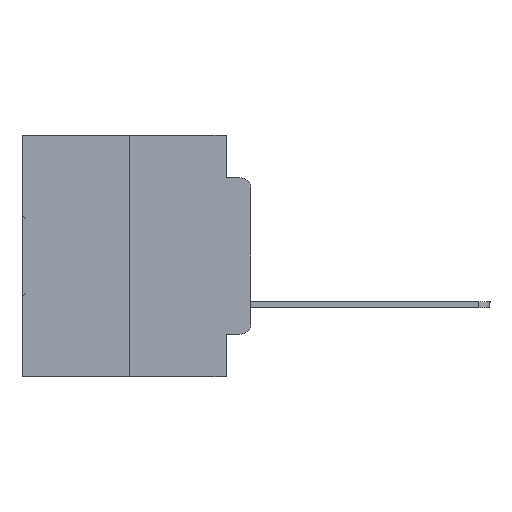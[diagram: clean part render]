
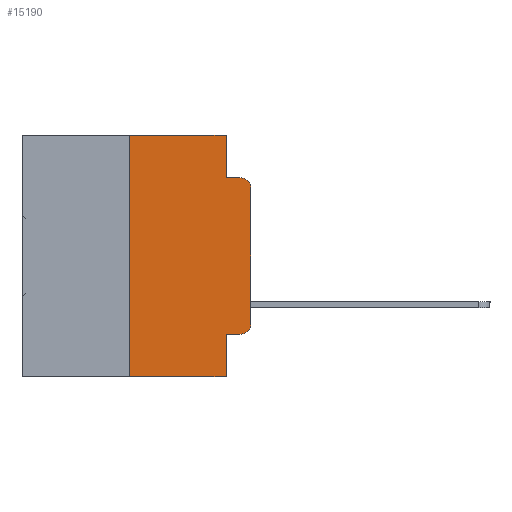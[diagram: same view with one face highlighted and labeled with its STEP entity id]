
A CAD part, left-side view. The second image highlights one B-rep face of the part: STEP entity #15190.
In plain terms, the highlighted planar face has unit normal (-1, 0, 0).
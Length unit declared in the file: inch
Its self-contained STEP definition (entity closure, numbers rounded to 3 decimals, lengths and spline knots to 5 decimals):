
#77 = EDGE_CURVE ( 'NONE', #22255, #9150, #22156, .T. ) ;
#220 = VECTOR ( 'NONE', #9053, 39.37008 ) ;
#705 = EDGE_CURVE ( 'NONE', #31943, #6122, #23092, .T. ) ;
#706 = EDGE_LOOP ( 'NONE', ( #25202, #17040, #23307, #33034, #13693, #22410, #1054, #26072, #22621, #27435 ) ) ;
#1054 = ORIENTED_EDGE ( 'NONE', *, *, #33255, .T. ) ;
#1338 = LINE ( 'NONE', #25796, #7470 ) ;
#2168 = VERTEX_POINT ( 'NONE', #10904 ) ;
#2380 = CARTESIAN_POINT ( 'NONE',  ( 0., 0.02, -0.3915 ) ) ;
#2898 = LINE ( 'NONE', #18646, #9815 ) ;
#3098 = CARTESIAN_POINT ( 'NONE',  ( 0., 0.051, 0. ) ) ;
#3273 = LINE ( 'NONE', #14120, #28892 ) ;
#3772 = CARTESIAN_POINT ( 'NONE',  ( 0., 0.051, -0.4115 ) ) ;
#4846 = DIRECTION ( 'NONE',  ( 0., 0., -1. ) ) ;
#5121 = CARTESIAN_POINT ( 'NONE',  ( 0., 0.473, 0. ) ) ;
#5372 = CARTESIAN_POINT ( 'NONE',  ( 0., 0.051, -0.4115 ) ) ;
#5672 = EDGE_CURVE ( 'NONE', #9150, #23635, #11311, .T. ) ;
#6122 = VERTEX_POINT ( 'NONE', #10183 ) ;
#6128 = VECTOR ( 'NONE', #7512, 39.37008 ) ;
#6818 = CARTESIAN_POINT ( 'NONE',  ( 0., 0.02, -0.0885 ) ) ;
#7407 = CARTESIAN_POINT ( 'NONE',  ( 0., 0.25, 0. ) ) ;
#7470 = VECTOR ( 'NONE', #12025, 39.37008 ) ;
#7512 = DIRECTION ( 'NONE',  ( 0., 0., -1. ) ) ;
#7926 = DIRECTION ( 'NONE',  ( 0., 0., -1. ) ) ;
#8522 = DIRECTION ( 'NONE',  ( 0., -1., 0. ) ) ;
#9024 = DIRECTION ( 'NONE',  ( 0., -1., 0. ) ) ;
#9053 = DIRECTION ( 'NONE',  ( 0., 0., -1. ) ) ;
#9150 = VERTEX_POINT ( 'NONE', #29212 ) ;
#9240 = CIRCLE ( 'NONE', #25963, 0.02 ) ;
#9815 = VECTOR ( 'NONE', #13425, 39.37008 ) ;
#10183 = CARTESIAN_POINT ( 'NONE',  ( 0., 0.051, -0.0885 ) ) ;
#10452 = DIRECTION ( 'NONE',  ( -1., 0., 0. ) ) ;
#10526 = VERTEX_POINT ( 'NONE', #6818 ) ;
#10904 = CARTESIAN_POINT ( 'NONE',  ( 0., 0.051, -0.5 ) ) ;
#11311 = CIRCLE ( 'NONE', #15225, 0.02 ) ;
#11953 = VECTOR ( 'NONE', #12416, 39.37008 ) ;
#12025 = DIRECTION ( 'NONE',  ( 0., -1., 0. ) ) ;
#12416 = DIRECTION ( 'NONE',  ( 0., 0., 1. ) ) ;
#13317 = CARTESIAN_POINT ( 'NONE',  ( 0., 0.051, -0.0885 ) ) ;
#13425 = DIRECTION ( 'NONE',  ( 0., 0., 1. ) ) ;
#13444 = CARTESIAN_POINT ( 'NONE',  ( 0., 0.25, -0.5 ) ) ;
#13693 = ORIENTED_EDGE ( 'NONE', *, *, #27850, .F. ) ;
#14120 = CARTESIAN_POINT ( 'NONE',  ( 0., 0.473, -0.5 ) ) ;
#15190 = ADVANCED_FACE ( 'NONE', ( #33963 ), #31174, .F. ) ;
#15225 = AXIS2_PLACEMENT_3D ( 'NONE', #2380, #10452, #4846 ) ;
#15380 = LINE ( 'NONE', #17672, #11953 ) ;
#15403 = CARTESIAN_POINT ( 'NONE',  ( 0., 0.051, 0. ) ) ;
#15912 = DIRECTION ( 'NONE',  ( 0., 0., -1. ) ) ;
#17040 = ORIENTED_EDGE ( 'NONE', *, *, #18981, .T. ) ;
#17572 = EDGE_CURVE ( 'NONE', #31920, #19744, #15380, .T. ) ;
#17672 = CARTESIAN_POINT ( 'NONE',  ( 0., 0.25, 0. ) ) ;
#17811 = EDGE_CURVE ( 'NONE', #22255, #2168, #22182, .T. ) ;
#18360 = DIRECTION ( 'NONE',  ( 0., -1., 0. ) ) ;
#18524 = LINE ( 'NONE', #13317, #26327 ) ;
#18646 = CARTESIAN_POINT ( 'NONE',  ( 0., 0., 0. ) ) ;
#18657 = AXIS2_PLACEMENT_3D ( 'NONE', #5121, #33800, #7926 ) ;
#18981 = EDGE_CURVE ( 'NONE', #20966, #10526, #9240, .T. ) ;
#19434 = EDGE_CURVE ( 'NONE', #23635, #20966, #2898, .T. ) ;
#19744 = VERTEX_POINT ( 'NONE', #7407 ) ;
#20966 = VERTEX_POINT ( 'NONE', #21265 ) ;
#21265 = CARTESIAN_POINT ( 'NONE',  ( 0., 0., -0.1085 ) ) ;
#22156 = LINE ( 'NONE', #3772, #34506 ) ;
#22182 = LINE ( 'NONE', #24461, #220 ) ;
#22255 = VERTEX_POINT ( 'NONE', #5372 ) ;
#22410 = ORIENTED_EDGE ( 'NONE', *, *, #17572, .F. ) ;
#22621 = ORIENTED_EDGE ( 'NONE', *, *, #77, .T. ) ;
#23092 = LINE ( 'NONE', #15403, #6128 ) ;
#23307 = ORIENTED_EDGE ( 'NONE', *, *, #24515, .F. ) ;
#23635 = VERTEX_POINT ( 'NONE', #27528 ) ;
#23772 = DIRECTION ( 'NONE',  ( -1., 0., 0. ) ) ;
#24461 = CARTESIAN_POINT ( 'NONE',  ( 0., 0.051, 0. ) ) ;
#24515 = EDGE_CURVE ( 'NONE', #6122, #10526, #18524, .T. ) ;
#25202 = ORIENTED_EDGE ( 'NONE', *, *, #19434, .T. ) ;
#25796 = CARTESIAN_POINT ( 'NONE',  ( 0., 0.473, 0. ) ) ;
#25963 = AXIS2_PLACEMENT_3D ( 'NONE', #26879, #23772, #15912 ) ;
#26072 = ORIENTED_EDGE ( 'NONE', *, *, #17811, .F. ) ;
#26327 = VECTOR ( 'NONE', #18360, 39.37008 ) ;
#26879 = CARTESIAN_POINT ( 'NONE',  ( 0., 0.02, -0.1085 ) ) ;
#27435 = ORIENTED_EDGE ( 'NONE', *, *, #5672, .T. ) ;
#27528 = CARTESIAN_POINT ( 'NONE',  ( 0., 0., -0.3915 ) ) ;
#27850 = EDGE_CURVE ( 'NONE', #19744, #31943, #1338, .T. ) ;
#28892 = VECTOR ( 'NONE', #8522, 39.37008 ) ;
#29212 = CARTESIAN_POINT ( 'NONE',  ( 0., 0.02, -0.4115 ) ) ;
#31174 = PLANE ( 'NONE',  #18657 ) ;
#31920 = VERTEX_POINT ( 'NONE', #13444 ) ;
#31943 = VERTEX_POINT ( 'NONE', #3098 ) ;
#33034 = ORIENTED_EDGE ( 'NONE', *, *, #705, .F. ) ;
#33255 = EDGE_CURVE ( 'NONE', #31920, #2168, #3273, .T. ) ;
#33800 = DIRECTION ( 'NONE',  ( 1., 0., 0. ) ) ;
#33963 = FACE_OUTER_BOUND ( 'NONE', #706, .T. ) ;
#34506 = VECTOR ( 'NONE', #9024, 39.37008 ) ;
